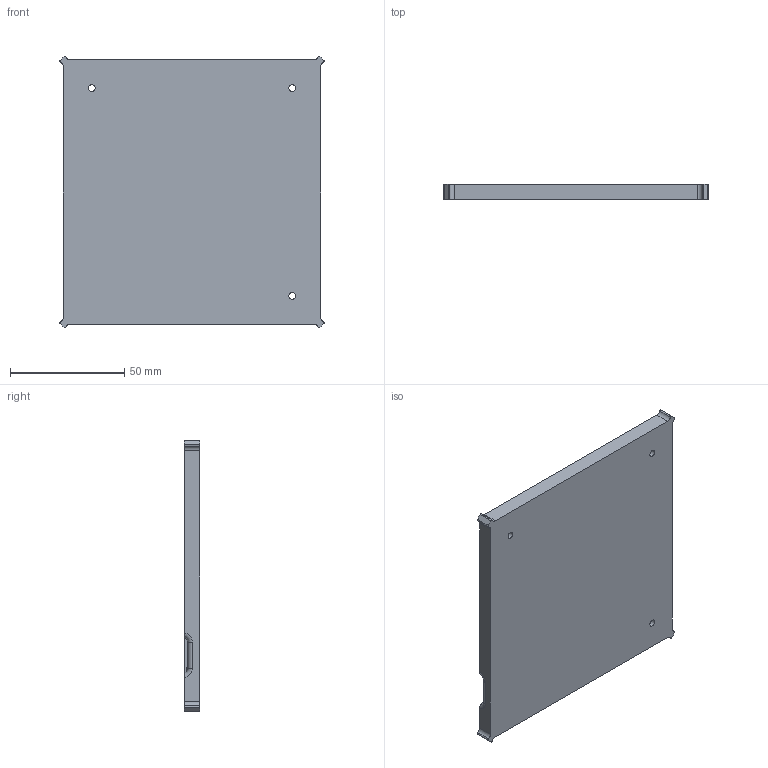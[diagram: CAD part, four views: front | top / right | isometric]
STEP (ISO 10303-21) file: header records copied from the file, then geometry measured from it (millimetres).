
FILE_DESCRIPTION(/* description */ (''),/* implementation_level */ '2;1');
FILE_NAME(/* name */ 'bottom cover___middle part.step',/* time_stamp */ '2025-06-10T00:05:58-06:00',/* author */ (''),/* organization */ (''),/* preprocessor_version */ 'ST-DEVELOPER v20.1',/* originating_system */ 'Autodesk Translation Framework v14.10.0.0',/* authorisation */ '');
FILE_SCHEMA (('AUTOMOTIVE_DESIGN { 1 0 10303 214 3 1 1 }'));
Length unit declared in the file: millimetre
Products named in the file (1): Bottom Case
Bounding box: 115.52 x 6.71 x 118.7 mm (x, y, z)
Volume: 53716.5 mm3; surface area: 30534.7 mm2
Topology: 1 solids, 1 shells, 84 faces, 220 edges, 138 vertices
Faces by surface type: cylinder 40, plane 30, torus 7, bspline 5, sphere 2
Full cylindrical faces by diameter (mm): 3 x3
Entity records: 2743 total; most frequent: CARTESIAN_POINT 607, DIRECTION 448, ORIENTED_EDGE 440, EDGE_CURVE 220, AXIS2_PLACEMENT_3D 163, VERTEX_POINT 138, LINE 122, VECTOR 122
